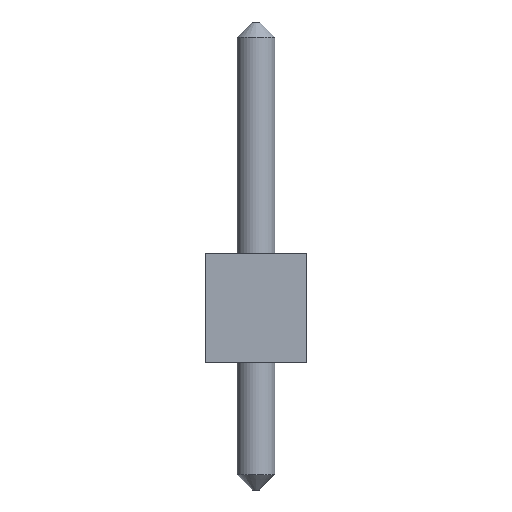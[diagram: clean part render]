
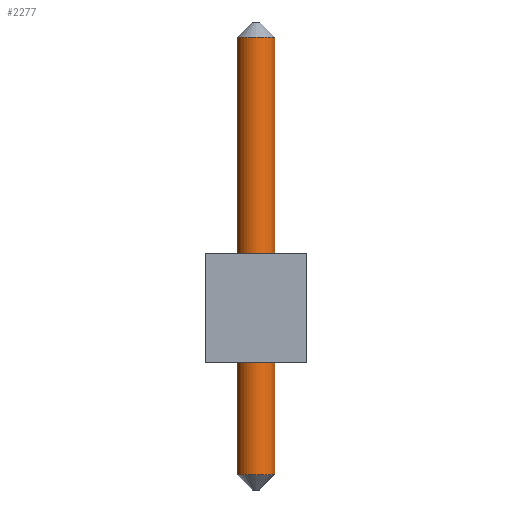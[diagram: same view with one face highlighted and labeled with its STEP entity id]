
A CAD part, left-side view. The second image highlights one B-rep face of the part: STEP entity #2277.
In plain terms, the highlighted cylindrical face has radius 0.475 mm (diameter 0.95 mm), a full revolution.
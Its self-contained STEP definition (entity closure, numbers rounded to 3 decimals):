
#2277 = ADVANCED_FACE('',(#2278),#2292,.T.);
#2278 = FACE_BOUND('',#2279,.T.);
#2279 = EDGE_LOOP('',(#2280,#2310,#2337,#2338));
#2280 = ORIENTED_EDGE('',*,*,#2281,.T.);
#2281 = EDGE_CURVE('',#2282,#2284,#2286,.T.);
#2282 = VERTEX_POINT('',#2283);
#2283 = CARTESIAN_POINT('',(0.475,0.,-2.82));
#2284 = VERTEX_POINT('',#2285);
#2285 = CARTESIAN_POINT('',(0.475,0.,8.16));
#2286 = SEAM_CURVE('',#2287,(#2291,#2303),.PCURVE_S1.);
#2287 = LINE('',#2288,#2289);
#2288 = CARTESIAN_POINT('',(0.475,0.,-3.2));
#2289 = VECTOR('',#2290,1.);
#2290 = DIRECTION('',(0.,0.,1.));
#2291 = PCURVE('',#2292,#2297);
#2292 = CYLINDRICAL_SURFACE('',#2293,0.475);
#2293 = AXIS2_PLACEMENT_3D('',#2294,#2295,#2296);
#2294 = CARTESIAN_POINT('',(0.,0.,-3.2));
#2295 = DIRECTION('',(0.,0.,1.));
#2296 = DIRECTION('',(1.,0.,0.));
#2297 = DEFINITIONAL_REPRESENTATION('',(#2298),#2302);
#2298 = LINE('',#2299,#2300);
#2299 = CARTESIAN_POINT('',(6.283,-0.));
#2300 = VECTOR('',#2301,1.);
#2301 = DIRECTION('',(0.,1.));
#2302 = ( GEOMETRIC_REPRESENTATION_CONTEXT(2) 
PARAMETRIC_REPRESENTATION_CONTEXT() REPRESENTATION_CONTEXT('2D SPACE',''
  ) );
#2303 = PCURVE('',#2292,#2304);
#2304 = DEFINITIONAL_REPRESENTATION('',(#2305),#2309);
#2305 = LINE('',#2306,#2307);
#2306 = CARTESIAN_POINT('',(0.,-0.));
#2307 = VECTOR('',#2308,1.);
#2308 = DIRECTION('',(0.,1.));
#2309 = ( GEOMETRIC_REPRESENTATION_CONTEXT(2) 
PARAMETRIC_REPRESENTATION_CONTEXT() REPRESENTATION_CONTEXT('2D SPACE',''
  ) );
#2310 = ORIENTED_EDGE('',*,*,#2311,.F.);
#2311 = EDGE_CURVE('',#2284,#2284,#2312,.T.);
#2312 = SURFACE_CURVE('',#2313,(#2318,#2325),.PCURVE_S1.);
#2313 = CIRCLE('',#2314,0.475);
#2314 = AXIS2_PLACEMENT_3D('',#2315,#2316,#2317);
#2315 = CARTESIAN_POINT('',(0.,0.,8.16));
#2316 = DIRECTION('',(0.,0.,1.));
#2317 = DIRECTION('',(1.,0.,0.));
#2318 = PCURVE('',#2292,#2319);
#2319 = DEFINITIONAL_REPRESENTATION('',(#2320),#2324);
#2320 = LINE('',#2321,#2322);
#2321 = CARTESIAN_POINT('',(0.,11.36));
#2322 = VECTOR('',#2323,1.);
#2323 = DIRECTION('',(1.,0.));
#2324 = ( GEOMETRIC_REPRESENTATION_CONTEXT(2) 
PARAMETRIC_REPRESENTATION_CONTEXT() REPRESENTATION_CONTEXT('2D SPACE',''
  ) );
#2325 = PCURVE('',#2326,#2331);
#2326 = CONICAL_SURFACE('',#2327,0.475,0.785);
#2327 = AXIS2_PLACEMENT_3D('',#2328,#2329,#2330);
#2328 = CARTESIAN_POINT('',(0.,0.,8.16));
#2329 = DIRECTION('',(-0.,-0.,-1.));
#2330 = DIRECTION('',(1.,0.,0.));
#2331 = DEFINITIONAL_REPRESENTATION('',(#2332),#2336);
#2332 = LINE('',#2333,#2334);
#2333 = CARTESIAN_POINT('',(-0.,-0.));
#2334 = VECTOR('',#2335,1.);
#2335 = DIRECTION('',(-1.,-0.));
#2336 = ( GEOMETRIC_REPRESENTATION_CONTEXT(2) 
PARAMETRIC_REPRESENTATION_CONTEXT() REPRESENTATION_CONTEXT('2D SPACE',''
  ) );
#2337 = ORIENTED_EDGE('',*,*,#2281,.F.);
#2338 = ORIENTED_EDGE('',*,*,#2339,.T.);
#2339 = EDGE_CURVE('',#2282,#2282,#2340,.T.);
#2340 = SURFACE_CURVE('',#2341,(#2346,#2353),.PCURVE_S1.);
#2341 = CIRCLE('',#2342,0.475);
#2342 = AXIS2_PLACEMENT_3D('',#2343,#2344,#2345);
#2343 = CARTESIAN_POINT('',(0.,0.,-2.82));
#2344 = DIRECTION('',(0.,0.,1.));
#2345 = DIRECTION('',(1.,0.,0.));
#2346 = PCURVE('',#2292,#2347);
#2347 = DEFINITIONAL_REPRESENTATION('',(#2348),#2352);
#2348 = LINE('',#2349,#2350);
#2349 = CARTESIAN_POINT('',(0.,0.38));
#2350 = VECTOR('',#2351,1.);
#2351 = DIRECTION('',(1.,0.));
#2352 = ( GEOMETRIC_REPRESENTATION_CONTEXT(2) 
PARAMETRIC_REPRESENTATION_CONTEXT() REPRESENTATION_CONTEXT('2D SPACE',''
  ) );
#2353 = PCURVE('',#2354,#2359);
#2354 = CONICAL_SURFACE('',#2355,0.475,0.785);
#2355 = AXIS2_PLACEMENT_3D('',#2356,#2357,#2358);
#2356 = CARTESIAN_POINT('',(0.,0.,-2.82));
#2357 = DIRECTION('',(0.,0.,1.));
#2358 = DIRECTION('',(1.,0.,0.));
#2359 = DEFINITIONAL_REPRESENTATION('',(#2360),#2364);
#2360 = LINE('',#2361,#2362);
#2361 = CARTESIAN_POINT('',(0.,-0.));
#2362 = VECTOR('',#2363,1.);
#2363 = DIRECTION('',(1.,-0.));
#2364 = ( GEOMETRIC_REPRESENTATION_CONTEXT(2) 
PARAMETRIC_REPRESENTATION_CONTEXT() REPRESENTATION_CONTEXT('2D SPACE',''
  ) );
